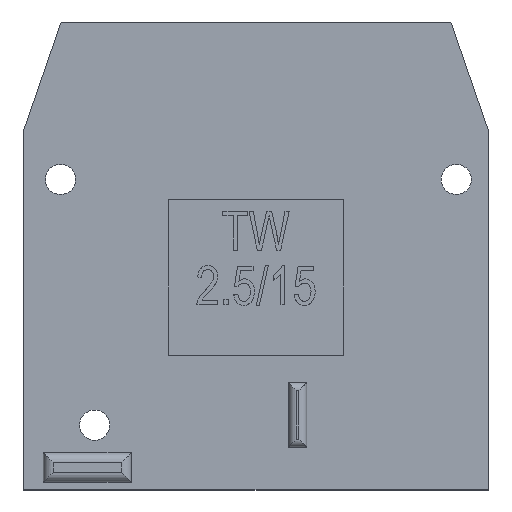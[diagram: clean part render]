
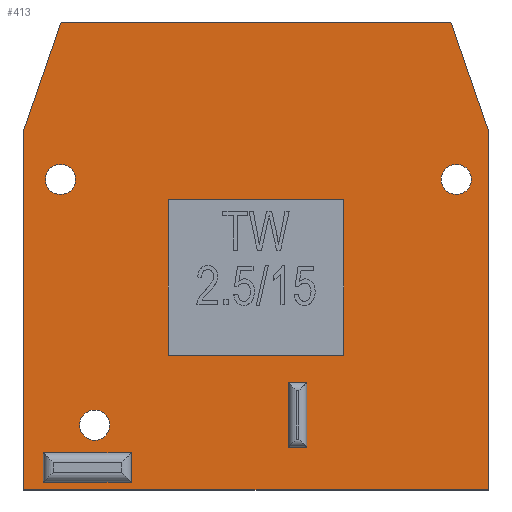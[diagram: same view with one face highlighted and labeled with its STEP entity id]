
A CAD part, top view. The second image highlights one B-rep face of the part: STEP entity #413.
In plain terms, the highlighted planar face has unit normal (0, 0, 1).
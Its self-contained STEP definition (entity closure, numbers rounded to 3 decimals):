
#413=ADVANCED_FACE('',(#628,#629,#630,#631,#632,#633,#634),#539,.T.);
#539=PLANE('',#2330);
#622=CIRCLE('',#2327,0.775);
#623=CIRCLE('',#2328,0.775);
#624=CIRCLE('',#2329,0.775);
#628=FACE_BOUND('',#654,.T.);
#629=FACE_BOUND('',#655,.T.);
#630=FACE_BOUND('',#656,.T.);
#631=FACE_BOUND('',#657,.T.);
#632=FACE_BOUND('',#658,.T.);
#633=FACE_BOUND('',#659,.T.);
#634=FACE_BOUND('',#660,.T.);
#654=EDGE_LOOP('',(#800,#801,#802,#803));
#655=EDGE_LOOP('',(#804,#805,#806,#807));
#656=EDGE_LOOP('',(#808));
#657=EDGE_LOOP('',(#809));
#658=EDGE_LOOP('',(#810));
#659=EDGE_LOOP('',(#811,#812,#813,#814,#815,#816));
#660=EDGE_LOOP('',(#817,#818,#819,#820));
#800=ORIENTED_EDGE('',*,*,#1674,.F.);
#801=ORIENTED_EDGE('',*,*,#1675,.F.);
#802=ORIENTED_EDGE('',*,*,#1676,.F.);
#803=ORIENTED_EDGE('',*,*,#1677,.F.);
#804=ORIENTED_EDGE('',*,*,#1678,.F.);
#805=ORIENTED_EDGE('',*,*,#1679,.F.);
#806=ORIENTED_EDGE('',*,*,#1680,.F.);
#807=ORIENTED_EDGE('',*,*,#1681,.F.);
#808=ORIENTED_EDGE('',*,*,#1682,.T.);
#809=ORIENTED_EDGE('',*,*,#1683,.T.);
#810=ORIENTED_EDGE('',*,*,#1684,.T.);
#811=ORIENTED_EDGE('',*,*,#1685,.T.);
#812=ORIENTED_EDGE('',*,*,#1686,.T.);
#813=ORIENTED_EDGE('',*,*,#1687,.T.);
#814=ORIENTED_EDGE('',*,*,#1688,.T.);
#815=ORIENTED_EDGE('',*,*,#1689,.T.);
#816=ORIENTED_EDGE('',*,*,#1690,.T.);
#817=ORIENTED_EDGE('',*,*,#1691,.F.);
#818=ORIENTED_EDGE('',*,*,#1692,.F.);
#819=ORIENTED_EDGE('',*,*,#1693,.F.);
#820=ORIENTED_EDGE('',*,*,#1694,.F.);
#1456=VERTEX_POINT('',#2833);
#1457=VERTEX_POINT('',#2834);
#1458=VERTEX_POINT('',#2836);
#1459=VERTEX_POINT('',#2838);
#1460=VERTEX_POINT('',#2841);
#1461=VERTEX_POINT('',#2842);
#1462=VERTEX_POINT('',#2844);
#1463=VERTEX_POINT('',#2846);
#1464=VERTEX_POINT('',#2849);
#1465=VERTEX_POINT('',#2851);
#1466=VERTEX_POINT('',#2853);
#1467=VERTEX_POINT('',#2855);
#1468=VERTEX_POINT('',#2856);
#1469=VERTEX_POINT('',#2858);
#1470=VERTEX_POINT('',#2860);
#1471=VERTEX_POINT('',#2862);
#1472=VERTEX_POINT('',#2864);
#1473=VERTEX_POINT('',#2867);
#1474=VERTEX_POINT('',#2868);
#1475=VERTEX_POINT('',#2870);
#1476=VERTEX_POINT('',#2872);
#1674=EDGE_CURVE('',#1456,#1457,#2002,.T.);
#1675=EDGE_CURVE('',#1458,#1456,#2003,.T.);
#1676=EDGE_CURVE('',#1459,#1458,#2004,.T.);
#1677=EDGE_CURVE('',#1457,#1459,#2005,.T.);
#1678=EDGE_CURVE('',#1460,#1461,#2006,.T.);
#1679=EDGE_CURVE('',#1462,#1460,#2007,.T.);
#1680=EDGE_CURVE('',#1463,#1462,#2008,.T.);
#1681=EDGE_CURVE('',#1461,#1463,#2009,.T.);
#1682=EDGE_CURVE('',#1464,#1464,#622,.T.);
#1683=EDGE_CURVE('',#1465,#1465,#623,.T.);
#1684=EDGE_CURVE('',#1466,#1466,#624,.T.);
#1685=EDGE_CURVE('',#1467,#1468,#2010,.T.);
#1686=EDGE_CURVE('',#1468,#1469,#2011,.T.);
#1687=EDGE_CURVE('',#1469,#1470,#2012,.T.);
#1688=EDGE_CURVE('',#1470,#1471,#2013,.T.);
#1689=EDGE_CURVE('',#1471,#1472,#2014,.T.);
#1690=EDGE_CURVE('',#1472,#1467,#2015,.T.);
#1691=EDGE_CURVE('',#1473,#1474,#2016,.T.);
#1692=EDGE_CURVE('',#1475,#1473,#2017,.T.);
#1693=EDGE_CURVE('',#1476,#1475,#2018,.T.);
#1694=EDGE_CURVE('',#1474,#1476,#2019,.T.);
#2002=LINE('',#2832,#2148);
#2003=LINE('',#2835,#2149);
#2004=LINE('',#2837,#2150);
#2005=LINE('',#2839,#2151);
#2006=LINE('',#2840,#2152);
#2007=LINE('',#2843,#2153);
#2008=LINE('',#2845,#2154);
#2009=LINE('',#2847,#2155);
#2010=LINE('',#2854,#2156);
#2011=LINE('',#2857,#2157);
#2012=LINE('',#2859,#2158);
#2013=LINE('',#2861,#2159);
#2014=LINE('',#2863,#2160);
#2015=LINE('',#2865,#2161);
#2016=LINE('',#2866,#2162);
#2017=LINE('',#2869,#2163);
#2018=LINE('',#2871,#2164);
#2019=LINE('',#2873,#2165);
#2148=VECTOR('',#2437,1.);
#2149=VECTOR('',#2438,1.);
#2150=VECTOR('',#2439,1.);
#2151=VECTOR('',#2440,1.);
#2152=VECTOR('',#2441,1.);
#2153=VECTOR('',#2442,1.);
#2154=VECTOR('',#2443,1.);
#2155=VECTOR('',#2444,1.);
#2156=VECTOR('',#2451,1.);
#2157=VECTOR('',#2452,1.);
#2158=VECTOR('',#2453,1.);
#2159=VECTOR('',#2454,1.);
#2160=VECTOR('',#2455,1.);
#2161=VECTOR('',#2456,1.);
#2162=VECTOR('',#2457,1.);
#2163=VECTOR('',#2458,1.);
#2164=VECTOR('',#2459,1.);
#2165=VECTOR('',#2460,1.);
#2327=AXIS2_PLACEMENT_3D('',#2848,#2445,#2446);
#2328=AXIS2_PLACEMENT_3D('',#2850,#2447,#2448);
#2329=AXIS2_PLACEMENT_3D('',#2852,#2449,#2450);
#2330=AXIS2_PLACEMENT_3D('',#2874,#2461,#2462);
#2437=DIRECTION('',(0.,-1.,0.));
#2438=DIRECTION('',(-1.,0.,0.));
#2439=DIRECTION('',(0.,1.,0.));
#2440=DIRECTION('',(1.,0.,0.));
#2441=DIRECTION('',(0.,-1.,0.));
#2442=DIRECTION('',(-1.,0.,0.));
#2443=DIRECTION('',(0.,1.,0.));
#2444=DIRECTION('',(1.,0.,0.));
#2445=DIRECTION('',(0.,0.,-1.));
#2446=DIRECTION('',(-1.,0.,0.));
#2447=DIRECTION('',(0.,0.,-1.));
#2448=DIRECTION('',(-1.,0.,0.));
#2449=DIRECTION('',(0.,0.,-1.));
#2450=DIRECTION('',(-1.,0.,0.));
#2451=DIRECTION('',(0.,-1.,0.));
#2452=DIRECTION('',(1.,0.,0.));
#2453=DIRECTION('',(0.,1.,0.));
#2454=DIRECTION('',(-0.327,0.945,0.));
#2455=DIRECTION('',(-1.,0.,0.));
#2456=DIRECTION('',(-0.327,-0.945,0.));
#2457=DIRECTION('',(1.,0.,0.));
#2458=DIRECTION('',(0.,-1.,0.));
#2459=DIRECTION('',(-1.,0.,0.));
#2460=DIRECTION('',(0.,1.,0.));
#2461=DIRECTION('',(0.,0.,1.));
#2462=DIRECTION('',(1.,0.,0.));
#2832=CARTESIAN_POINT('',(1.67,-3.75,0.55));
#2833=CARTESIAN_POINT('',(1.67,-3.75,0.55));
#2834=CARTESIAN_POINT('',(1.67,-7.05,0.55));
#2835=CARTESIAN_POINT('',(2.6,-3.75,0.55));
#2836=CARTESIAN_POINT('',(2.6,-3.75,0.55));
#2837=CARTESIAN_POINT('',(2.6,-7.05,0.55));
#2838=CARTESIAN_POINT('',(2.6,-7.05,0.55));
#2839=CARTESIAN_POINT('',(1.67,-7.05,0.55));
#2840=CARTESIAN_POINT('',(-4.5,5.65,0.55));
#2841=CARTESIAN_POINT('',(-4.5,5.65,0.55));
#2842=CARTESIAN_POINT('',(-4.5,-2.35,0.55));
#2843=CARTESIAN_POINT('',(4.5,5.65,0.55));
#2844=CARTESIAN_POINT('',(4.5,5.65,0.55));
#2845=CARTESIAN_POINT('',(4.5,-2.35,0.55));
#2846=CARTESIAN_POINT('',(4.5,-2.35,0.55));
#2847=CARTESIAN_POINT('',(-4.5,-2.35,0.55));
#2848=CARTESIAN_POINT('',(10.275,6.675,0.55));
#2849=CARTESIAN_POINT('',(9.5,6.675,0.55));
#2850=CARTESIAN_POINT('',(-8.275,-5.925,0.55));
#2851=CARTESIAN_POINT('',(-9.05,-5.925,0.55));
#2852=CARTESIAN_POINT('',(-10.025,6.675,0.55));
#2853=CARTESIAN_POINT('',(-10.8,6.675,0.55));
#2854=CARTESIAN_POINT('',(-11.9,9.25,0.55));
#2855=CARTESIAN_POINT('',(-11.9,9.25,0.55));
#2856=CARTESIAN_POINT('',(-11.9,-9.25,0.55));
#2857=CARTESIAN_POINT('',(-11.9,-9.25,0.55));
#2858=CARTESIAN_POINT('',(11.9,-9.25,0.55));
#2859=CARTESIAN_POINT('',(11.9,-9.25,0.55));
#2860=CARTESIAN_POINT('',(11.9,9.25,0.55));
#2861=CARTESIAN_POINT('',(11.9,9.25,0.55));
#2862=CARTESIAN_POINT('',(10.,14.75,0.55));
#2863=CARTESIAN_POINT('',(10.,14.75,0.55));
#2864=CARTESIAN_POINT('',(-10.,14.75,0.55));
#2865=CARTESIAN_POINT('',(-10.,14.75,0.55));
#2866=CARTESIAN_POINT('',(-10.9,-8.85,0.55));
#2867=CARTESIAN_POINT('',(-10.9,-8.85,0.55));
#2868=CARTESIAN_POINT('',(-6.4,-8.85,0.55));
#2869=CARTESIAN_POINT('',(-10.9,-7.35,0.55));
#2870=CARTESIAN_POINT('',(-10.9,-7.35,0.55));
#2871=CARTESIAN_POINT('',(-6.4,-7.35,0.55));
#2872=CARTESIAN_POINT('',(-6.4,-7.35,0.55));
#2873=CARTESIAN_POINT('',(-6.4,-8.85,0.55));
#2874=CARTESIAN_POINT('',(0.,0.,0.55));
